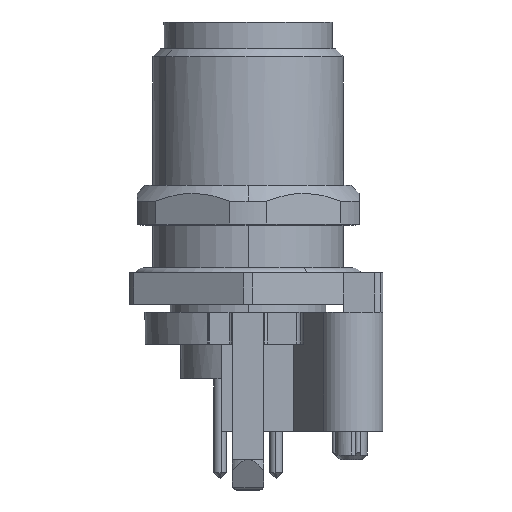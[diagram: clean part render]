
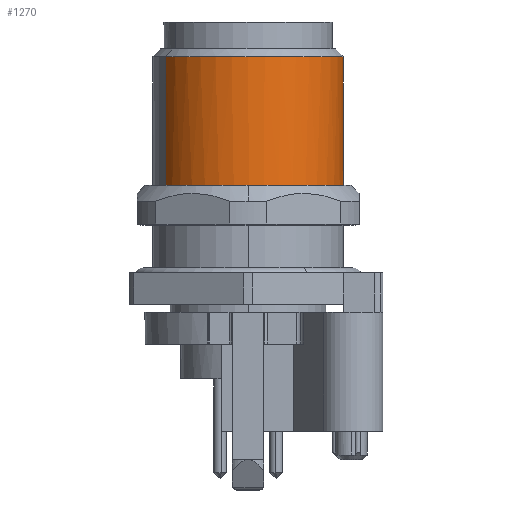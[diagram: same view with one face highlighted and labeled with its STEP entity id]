
A CAD part, left-side view. The second image highlights one B-rep face of the part: STEP entity #1270.
In plain terms, the highlighted cylindrical face has radius 6 mm (diameter 12 mm), a partial arc.
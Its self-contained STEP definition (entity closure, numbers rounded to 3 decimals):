
#1201=AXIS2_PLACEMENT_3D('Circle Axis2P3D',#1199,#1200,$) ;
#1231=AXIS2_PLACEMENT_3D('Cylinder Axis2P3D',#1228,#1229,#1230) ;
#1189=CARTESIAN_POINT('Vertex',(12.47,3.304,27.3)) ;
#1196=CARTESIAN_POINT('Vertex',(6.47,13.696,27.3)) ;
#1199=CARTESIAN_POINT('Axis2P3D Location',(9.47,8.5,27.3)) ;
#1228=CARTESIAN_POINT('Axis2P3D Location',(9.47,8.5,20.75)) ;
#1233=CARTESIAN_POINT('Line Origine',(6.47,13.696,20.75)) ;
#1237=CARTESIAN_POINT('Vertex',(6.47,13.696,19.2)) ;
#1241=CARTESIAN_POINT('Control Point',(12.47,3.304,19.2)) ;
#1242=CARTESIAN_POINT('Control Point',(11.654,2.833,19.2)) ;
#1243=CARTESIAN_POINT('Control Point',(10.745,2.522,19.2)) ;
#1244=CARTESIAN_POINT('Control Point',(9.786,2.395,19.2)) ;
#1245=CARTESIAN_POINT('Control Point',(7.869,2.526,19.2)) ;
#1246=CARTESIAN_POINT('Control Point',(6.144,3.371,19.2)) ;
#1247=CARTESIAN_POINT('Control Point',(5.377,3.96,19.2)) ;
#1248=CARTESIAN_POINT('Control Point',(4.114,5.407,19.2)) ;
#1249=CARTESIAN_POINT('Control Point',(3.492,7.225,19.2)) ;
#1250=CARTESIAN_POINT('Control Point',(3.366,8.184,19.2)) ;
#1251=CARTESIAN_POINT('Control Point',(3.496,10.101,19.2)) ;
#1252=CARTESIAN_POINT('Control Point',(4.341,11.826,19.2)) ;
#1253=CARTESIAN_POINT('Control Point',(4.93,12.593,19.2)) ;
#1254=CARTESIAN_POINT('Control Point',(5.654,13.225,19.2)) ;
#1255=CARTESIAN_POINT('Control Point',(6.47,13.696,19.2)) ;
#1256=CARTESIAN_POINT('Vertex',(12.47,3.304,19.2)) ;
#1259=CARTESIAN_POINT('Line Origine',(12.47,3.304,20.75)) ;
#1200=DIRECTION('Axis2P3D Direction',(0.,0.,-1.)) ;
#1229=DIRECTION('Axis2P3D Direction',(0.,0.,1.)) ;
#1230=DIRECTION('Axis2P3D XDirection',(-0.5,0.866,0.)) ;
#1234=DIRECTION('Vector Direction',(0.,0.,1.)) ;
#1260=DIRECTION('Vector Direction',(0.,0.,1.)) ;
#1235=VECTOR('Line Direction',#1234,1.) ;
#1261=VECTOR('Line Direction',#1260,1.) ;
#1265=ORIENTED_EDGE('',*,*,#1239,.T.) ;
#1266=ORIENTED_EDGE('',*,*,#1258,.F.) ;
#1267=ORIENTED_EDGE('',*,*,#1263,.T.) ;
#1268=ORIENTED_EDGE('',*,*,#1203,.F.) ;
#1270=ADVANCED_FACE('V1',(#1269),#1232,.T.) ;
#1240=B_SPLINE_CURVE_WITH_KNOTS('',5,(#1241,#1242,#1243,#1244,#1245,#1246,#1247,#1248,#1249,#1250,#1251,#1252,#1253,#1254,#1255),.UNSPECIFIED.,.F.,.U.,(6,3,3,3,6),(-9.425,-4.712,0.,4.712,9.425),.UNSPECIFIED.) ;
#1202=CIRCLE('generated circle',#1201,6.) ;
#1232=CYLINDRICAL_SURFACE('generated cylinder',#1231,6.) ;
#1203=EDGE_CURVE('',#1197,#1190,#1202,.F.) ;
#1239=EDGE_CURVE('',#1197,#1238,#1236,.F.) ;
#1258=EDGE_CURVE('',#1257,#1238,#1240,.T.) ;
#1263=EDGE_CURVE('',#1257,#1190,#1262,.T.) ;
#1264=EDGE_LOOP('',(#1265,#1266,#1267,#1268)) ;
#1269=FACE_OUTER_BOUND('',#1264,.T.) ;
#1236=LINE('Line',#1233,#1235) ;
#1262=LINE('Line',#1259,#1261) ;
#1190=VERTEX_POINT('',#1189) ;
#1197=VERTEX_POINT('',#1196) ;
#1238=VERTEX_POINT('',#1237) ;
#1257=VERTEX_POINT('',#1256) ;
